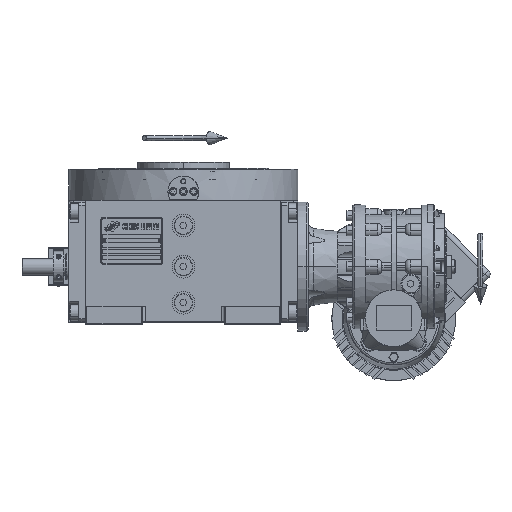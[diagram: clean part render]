
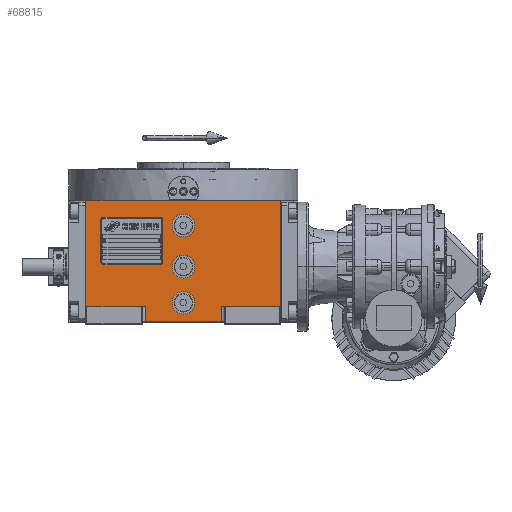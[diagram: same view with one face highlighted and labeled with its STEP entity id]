
A CAD part, top view. The second image highlights one B-rep face of the part: STEP entity #68815.
In plain terms, the highlighted planar face has unit normal (0, 0, 1).
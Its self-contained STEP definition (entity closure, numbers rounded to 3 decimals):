
#1407 = DIRECTION ( 'NONE',  ( 0., 0., 1. ) ) ;
#2236 = CARTESIAN_POINT ( 'NONE',  ( 0., 0., 163.5 ) ) ;
#3690 = VERTEX_POINT ( 'NONE', #7205 ) ;
#4191 = LINE ( 'NONE', #100474, #77616 ) ;
#7013 = AXIS2_PLACEMENT_3D ( 'NONE', #114352, #30690, #135280 ) ;
#7205 = CARTESIAN_POINT ( 'NONE',  ( 11., -35., 163.5 ) ) ;
#7307 = EDGE_CURVE ( 'NONE', #72820, #18397, #29082, .T. ) ;
#7623 = EDGE_LOOP ( 'NONE', ( #129934, #107090 ) ) ;
#8646 = EDGE_CURVE ( 'NONE', #53486, #125355, #13811, .T. ) ;
#9457 = LINE ( 'NONE', #117550, #76719 ) ;
#10280 = ORIENTED_EDGE ( 'NONE', *, *, #77852, .F. ) ;
#11188 = EDGE_CURVE ( 'NONE', #3690, #86306, #24865, .T. ) ;
#11249 = LINE ( 'NONE', #53797, #27248 ) ;
#11414 = EDGE_CURVE ( 'NONE', #86306, #3690, #118457, .T. ) ;
#13811 = CIRCLE ( 'NONE', #33946, 11. ) ;
#18397 = VERTEX_POINT ( 'NONE', #105697 ) ;
#18617 = VECTOR ( 'NONE', #71642, 1000. ) ;
#19316 = ORIENTED_EDGE ( 'NONE', *, *, #38114, .T. ) ;
#19411 = DIRECTION ( 'NONE',  ( 1., 0., 0. ) ) ;
#20009 = VECTOR ( 'NONE', #85579, 1000. ) ;
#20535 = DIRECTION ( 'NONE',  ( 1., 0., 0. ) ) ;
#21015 = CARTESIAN_POINT ( 'NONE',  ( -37., -53.5, 163.5 ) ) ;
#21855 = EDGE_CURVE ( 'NONE', #84524, #43414, #9457, .T. ) ;
#24812 = CARTESIAN_POINT ( 'NONE',  ( 0., 0., 163.5 ) ) ;
#24865 = CIRCLE ( 'NONE', #102838, 11. ) ;
#27181 = CARTESIAN_POINT ( 'NONE',  ( -11., 0., 163.5 ) ) ;
#27248 = VECTOR ( 'NONE', #108870, 1000. ) ;
#29082 = LINE ( 'NONE', #37510, #18617 ) ;
#29485 = VERTEX_POINT ( 'NONE', #136714 ) ;
#30690 = DIRECTION ( 'NONE',  ( 0., 0., 1. ) ) ;
#30873 = EDGE_CURVE ( 'NONE', #90654, #40323, #86256, .T. ) ;
#31468 = CARTESIAN_POINT ( 'NONE',  ( 0., 40., 163.5 ) ) ;
#33946 = AXIS2_PLACEMENT_3D ( 'NONE', #24812, #130801, #88977 ) ;
#34016 = EDGE_CURVE ( 'NONE', #43414, #47477, #88834, .T. ) ;
#34170 = CARTESIAN_POINT ( 'NONE',  ( -94.5, 64.5, 163.5 ) ) ;
#37510 = CARTESIAN_POINT ( 'NONE',  ( 37., -38.5, 163.5 ) ) ;
#38114 = EDGE_CURVE ( 'NONE', #84524, #87166, #116315, .T. ) ;
#39005 = DIRECTION ( 'NONE',  ( 1., 0., 0. ) ) ;
#39630 = ORIENTED_EDGE ( 'NONE', *, *, #11414, .F. ) ;
#39763 = CIRCLE ( 'NONE', #124355, 11. ) ;
#40323 = VERTEX_POINT ( 'NONE', #67085 ) ;
#41453 = DIRECTION ( 'NONE',  ( 1., 0., 0. ) ) ;
#41996 = DIRECTION ( 'NONE',  ( 0., 0., 1. ) ) ;
#43017 = CARTESIAN_POINT ( 'NONE',  ( -94.5, 64.5, 163.5 ) ) ;
#43414 = VERTEX_POINT ( 'NONE', #34170 ) ;
#45776 = CARTESIAN_POINT ( 'NONE',  ( 11., 0., 163.5 ) ) ;
#47477 = VERTEX_POINT ( 'NONE', #121864 ) ;
#51196 = FACE_BOUND ( 'NONE', #89123, .T. ) ;
#51478 = CARTESIAN_POINT ( 'NONE',  ( -94.5, -38.5, 163.5 ) ) ;
#52394 = EDGE_CURVE ( 'NONE', #29485, #18397, #135620, .T. ) ;
#53486 = VERTEX_POINT ( 'NONE', #45776 ) ;
#53797 = CARTESIAN_POINT ( 'NONE',  ( 94.5, -38.5, 163.5 ) ) ;
#55189 = DIRECTION ( 'NONE',  ( 0., 1., 0. ) ) ;
#55658 = CARTESIAN_POINT ( 'NONE',  ( 37., -38.5, 163.5 ) ) ;
#56287 = EDGE_LOOP ( 'NONE', ( #98825, #58671, #81526, #84783, #57883, #68802, #19316, #121578 ) ) ;
#56685 = CARTESIAN_POINT ( 'NONE',  ( -11., -35., 163.5 ) ) ;
#56896 = EDGE_CURVE ( 'NONE', #125355, #53486, #39763, .T. ) ;
#57565 = CARTESIAN_POINT ( 'NONE',  ( -37., -38.5, 163.5 ) ) ;
#57883 = ORIENTED_EDGE ( 'NONE', *, *, #34016, .F. ) ;
#58671 = ORIENTED_EDGE ( 'NONE', *, *, #7307, .F. ) ;
#66074 = EDGE_LOOP ( 'NONE', ( #94249, #10280 ) ) ;
#66995 = DIRECTION ( 'NONE',  ( -1., 0., 0. ) ) ;
#67085 = CARTESIAN_POINT ( 'NONE',  ( -11., 40., 163.5 ) ) ;
#68802 = ORIENTED_EDGE ( 'NONE', *, *, #21855, .F. ) ;
#68815 = ADVANCED_FACE ( 'NONE', ( #83298, #51196, #93747, #136258 ), #125812, .T. ) ;
#70736 = AXIS2_PLACEMENT_3D ( 'NONE', #83635, #114993, #39005 ) ;
#71642 = DIRECTION ( 'NONE',  ( 0., -1., 0. ) ) ;
#72820 = VERTEX_POINT ( 'NONE', #55658 ) ;
#72861 = DIRECTION ( 'NONE',  ( 0., 0., 1. ) ) ;
#73691 = EDGE_CURVE ( 'NONE', #29485, #87166, #127665, .T. ) ;
#75008 = EDGE_CURVE ( 'NONE', #84525, #47477, #11249, .T. ) ;
#76356 = VECTOR ( 'NONE', #55189, 1000. ) ;
#76719 = VECTOR ( 'NONE', #86184, 1000. ) ;
#77616 = VECTOR ( 'NONE', #80241, 1000. ) ;
#77852 = EDGE_CURVE ( 'NONE', #40323, #90654, #119128, .T. ) ;
#80241 = DIRECTION ( 'NONE',  ( 1., 0., 0. ) ) ;
#81485 = CARTESIAN_POINT ( 'NONE',  ( 11., 40., 163.5 ) ) ;
#81526 = ORIENTED_EDGE ( 'NONE', *, *, #83226, .T. ) ;
#83226 = EDGE_CURVE ( 'NONE', #72820, #84525, #4191, .T. ) ;
#83298 = FACE_BOUND ( 'NONE', #7623, .T. ) ;
#83635 = CARTESIAN_POINT ( 'NONE',  ( 0., 40., 163.5 ) ) ;
#84524 = VERTEX_POINT ( 'NONE', #101188 ) ;
#84525 = VERTEX_POINT ( 'NONE', #88663 ) ;
#84675 = CARTESIAN_POINT ( 'NONE',  ( -94.5, -53.5, 163.5 ) ) ;
#84783 = ORIENTED_EDGE ( 'NONE', *, *, #75008, .T. ) ;
#85579 = DIRECTION ( 'NONE',  ( 1., 0., 0. ) ) ;
#86184 = DIRECTION ( 'NONE',  ( 0., 1., 0. ) ) ;
#86256 = CIRCLE ( 'NONE', #70736, 11. ) ;
#86306 = VERTEX_POINT ( 'NONE', #56685 ) ;
#87166 = VERTEX_POINT ( 'NONE', #57565 ) ;
#87830 = AXIS2_PLACEMENT_3D ( 'NONE', #84675, #72861, #41453 ) ;
#88663 = CARTESIAN_POINT ( 'NONE',  ( 94.5, -38.5, 163.5 ) ) ;
#88834 = LINE ( 'NONE', #43017, #20009 ) ;
#88977 = DIRECTION ( 'NONE',  ( 1., 0., 0. ) ) ;
#89123 = EDGE_LOOP ( 'NONE', ( #100937, #39630 ) ) ;
#90654 = VERTEX_POINT ( 'NONE', #81485 ) ;
#93747 = FACE_BOUND ( 'NONE', #66074, .T. ) ;
#94249 = ORIENTED_EDGE ( 'NONE', *, *, #30873, .F. ) ;
#94299 = DIRECTION ( 'NONE',  ( 1., 0., 0. ) ) ;
#98825 = ORIENTED_EDGE ( 'NONE', *, *, #52394, .T. ) ;
#99115 = AXIS2_PLACEMENT_3D ( 'NONE', #31468, #1407, #66995 ) ;
#100474 = CARTESIAN_POINT ( 'NONE',  ( 37., -38.5, 163.5 ) ) ;
#100937 = ORIENTED_EDGE ( 'NONE', *, *, #11188, .F. ) ;
#101188 = CARTESIAN_POINT ( 'NONE',  ( -94.5, -38.5, 163.5 ) ) ;
#102838 = AXIS2_PLACEMENT_3D ( 'NONE', #105458, #41996, #94299 ) ;
#105458 = CARTESIAN_POINT ( 'NONE',  ( 0., -35., 163.5 ) ) ;
#105697 = CARTESIAN_POINT ( 'NONE',  ( 37., -53.5, 163.5 ) ) ;
#106218 = DIRECTION ( 'NONE',  ( -1., 0., 0. ) ) ;
#107090 = ORIENTED_EDGE ( 'NONE', *, *, #56896, .F. ) ;
#108284 = DIRECTION ( 'NONE',  ( 0., 0., 1. ) ) ;
#108870 = DIRECTION ( 'NONE',  ( 0., 1., 0. ) ) ;
#114352 = CARTESIAN_POINT ( 'NONE',  ( 0., -35., 163.5 ) ) ;
#114993 = DIRECTION ( 'NONE',  ( 0., 0., 1. ) ) ;
#116315 = LINE ( 'NONE', #51478, #118188 ) ;
#117550 = CARTESIAN_POINT ( 'NONE',  ( -94.5, -38.5, 163.5 ) ) ;
#118188 = VECTOR ( 'NONE', #19411, 1000. ) ;
#118457 = CIRCLE ( 'NONE', #7013, 11. ) ;
#119128 = CIRCLE ( 'NONE', #99115, 11. ) ;
#121578 = ORIENTED_EDGE ( 'NONE', *, *, #73691, .F. ) ;
#121864 = CARTESIAN_POINT ( 'NONE',  ( 94.5, 64.5, 163.5 ) ) ;
#124355 = AXIS2_PLACEMENT_3D ( 'NONE', #2236, #108284, #106218 ) ;
#125355 = VERTEX_POINT ( 'NONE', #27181 ) ;
#125812 = PLANE ( 'NONE',  #87830 ) ;
#125843 = CARTESIAN_POINT ( 'NONE',  ( -37., -53.5, 163.5 ) ) ;
#127665 = LINE ( 'NONE', #21015, #76356 ) ;
#128269 = VECTOR ( 'NONE', #20535, 1000. ) ;
#129934 = ORIENTED_EDGE ( 'NONE', *, *, #8646, .F. ) ;
#130801 = DIRECTION ( 'NONE',  ( 0., 0., 1. ) ) ;
#135280 = DIRECTION ( 'NONE',  ( -1., 0., 0. ) ) ;
#135620 = LINE ( 'NONE', #125843, #128269 ) ;
#136258 = FACE_OUTER_BOUND ( 'NONE', #56287, .T. ) ;
#136714 = CARTESIAN_POINT ( 'NONE',  ( -37., -53.5, 163.5 ) ) ;
